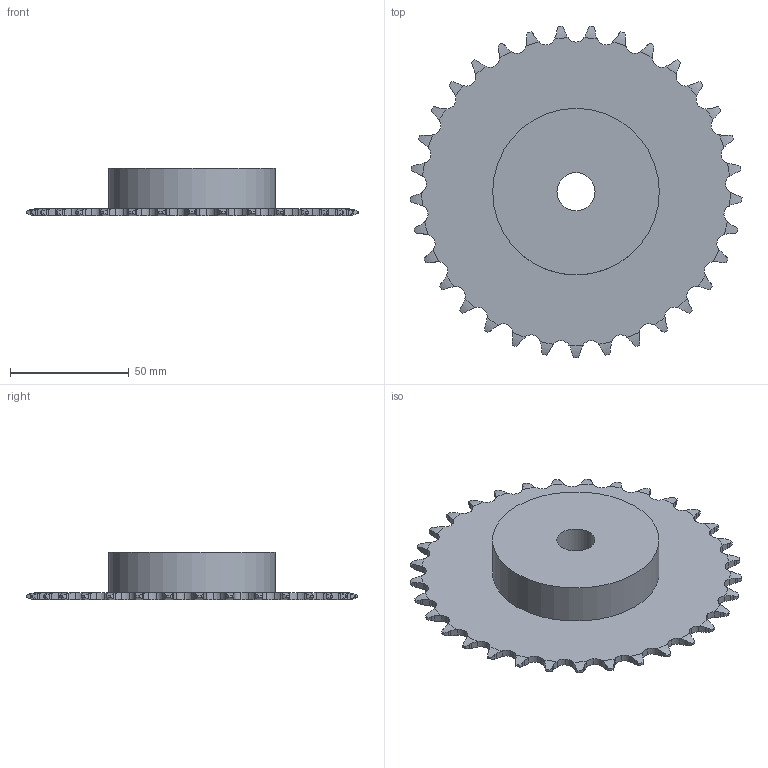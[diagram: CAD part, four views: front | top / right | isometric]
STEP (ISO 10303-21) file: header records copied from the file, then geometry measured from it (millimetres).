
FILE_DESCRIPTION(('FreeCAD Model'),'2;1');
FILE_NAME('Open CASCADE Shape Model','2021-04-18T15:56:47',('FreeCAD'),( 'FreeCAD'),'Open CASCADE STEP processor 7.4','FreeCAD','Unknown');
FILE_SCHEMA(('AUTOMOTIVE_DESIGN { 1 0 10303 214 1 1 1 1 }'));
Length unit declared in the file: millimetre
Products named in the file (1): Open CASCADE STEP translator 7.4 26
Bounding box: 139.51 x 139.36 x 20 mm (x, y, z)
Volume: 101611.6 mm3; surface area: 33059.8 mm2
Topology: 1 solids, 1 shells, 369 faces, 1096 edges, 731 vertices
Faces by surface type: cylinder 233, plane 70, torus 66
Full cylindrical faces by diameter (mm): 16 x1, 70 x1
Entity records: 32862 total; most frequent: CARTESIAN_POINT 13731, DIRECTION 2910, ORIENTED_EDGE 2192, PCURVE 2192, DEFINITIONAL_REPRESENTATION 2192, LINE 1491, VECTOR 1491, B_SPLINE_CURVE_WITH_KNOTS 1188
